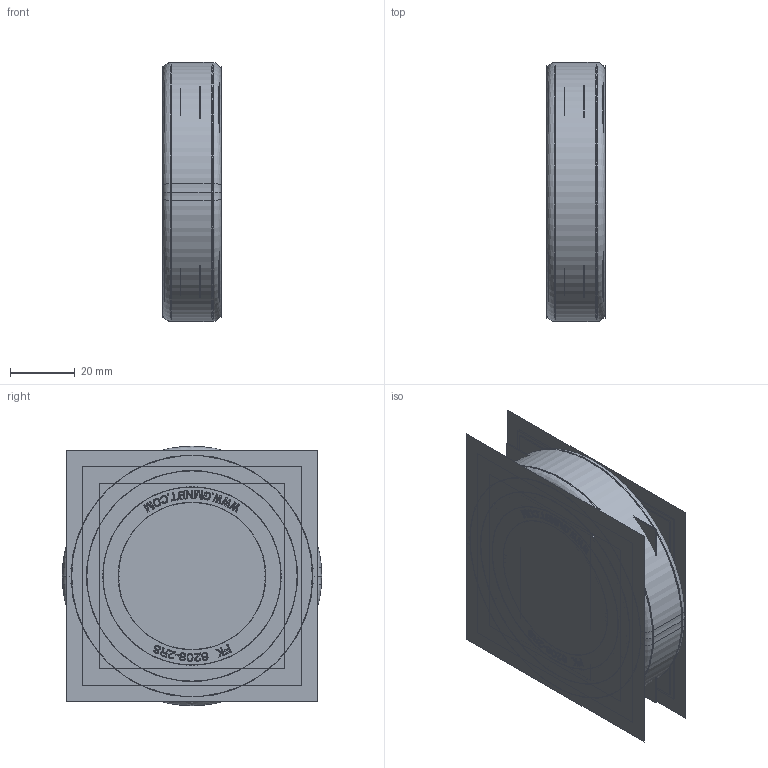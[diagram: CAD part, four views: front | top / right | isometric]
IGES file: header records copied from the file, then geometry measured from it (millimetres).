
Start section:  PTC IGES file: fk6208-2rs.igs
Global section: file name: fk6208-2rs.igs; native system: Creo Parametric by Parametric Technology Corporation; preprocessor: 2013150; author: sales 4; organization: Unknown; date: 20140325.121438; units: millimetre
Bounding box: 18.36 x 80 x 80 mm (x, y, z)
Volume: 59956.8 mm3; surface area: 383493.3 mm2
Topology: 66 solids, 66 shells, 5662 faces, 30208 edges, 38148 vertices
Faces by surface type: bspline 2934, revolution 2728
